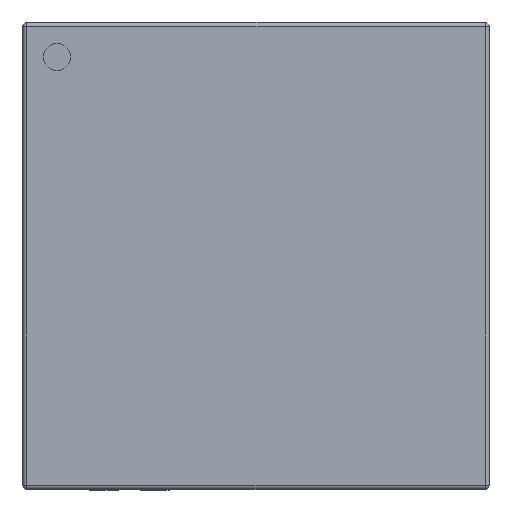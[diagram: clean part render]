
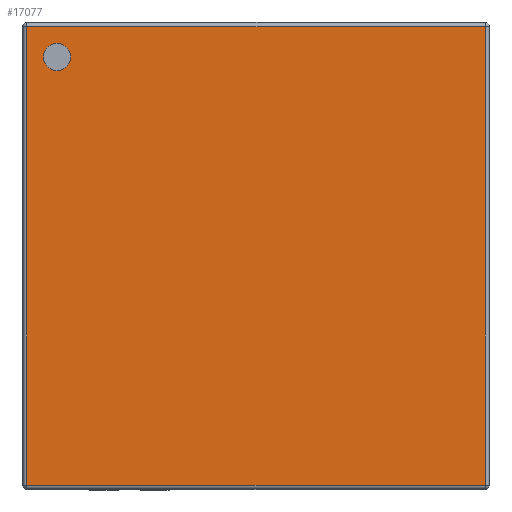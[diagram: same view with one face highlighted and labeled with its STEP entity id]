
A CAD part, top view. The second image highlights one B-rep face of the part: STEP entity #17077.
In plain terms, the highlighted planar face has unit normal (0, 0, 1).
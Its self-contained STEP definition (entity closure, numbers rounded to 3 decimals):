
#4022 = CYLINDRICAL_SURFACE('',#4023,0.05);
#4023 = AXIS2_PLACEMENT_3D('',#4024,#4025,#4026);
#4024 = CARTESIAN_POINT('',(-2.99,2.94,0.83));
#4025 = DIRECTION('',(1.,0.,0.));
#4026 = DIRECTION('',(0.,1.,0.));
#14489 = VERTEX_POINT('',#14490);
#14490 = CARTESIAN_POINT('',(-2.94,2.94,0.88));
#14512 = EDGE_CURVE('',#14489,#14513,#14515,.T.);
#14513 = VERTEX_POINT('',#14514);
#14514 = CARTESIAN_POINT('',(2.94,2.94,0.88));
#14515 = SURFACE_CURVE('',#14516,(#14520,#14527),.PCURVE_S1.);
#14516 = LINE('',#14517,#14518);
#14517 = CARTESIAN_POINT('',(-2.99,2.94,0.88));
#14518 = VECTOR('',#14519,1.);
#14519 = DIRECTION('',(1.,0.,0.));
#14520 = PCURVE('',#4022,#14521);
#14521 = DEFINITIONAL_REPRESENTATION('',(#14522),#14526);
#14522 = LINE('',#14523,#14524);
#14523 = CARTESIAN_POINT('',(1.571,0.));
#14524 = VECTOR('',#14525,1.);
#14525 = DIRECTION('',(0.,1.));
#14526 = ( GEOMETRIC_REPRESENTATION_CONTEXT(2) 
PARAMETRIC_REPRESENTATION_CONTEXT() REPRESENTATION_CONTEXT('2D SPACE',''
  ) );
#14527 = PCURVE('',#14528,#14533);
#14528 = PLANE('',#14529);
#14529 = AXIS2_PLACEMENT_3D('',#14530,#14531,#14532);
#14530 = CARTESIAN_POINT('',(-2.99,-2.99,0.88));
#14531 = DIRECTION('',(0.,0.,1.));
#14532 = DIRECTION('',(1.,0.,0.));
#14533 = DEFINITIONAL_REPRESENTATION('',(#14534),#14538);
#14534 = LINE('',#14535,#14536);
#14535 = CARTESIAN_POINT('',(0.,5.93));
#14536 = VECTOR('',#14537,1.);
#14537 = DIRECTION('',(1.,0.));
#14538 = ( GEOMETRIC_REPRESENTATION_CONTEXT(2) 
PARAMETRIC_REPRESENTATION_CONTEXT() REPRESENTATION_CONTEXT('2D SPACE',''
  ) );
#14817 = CYLINDRICAL_SURFACE('',#14818,0.05);
#14818 = AXIS2_PLACEMENT_3D('',#14819,#14820,#14821);
#14819 = CARTESIAN_POINT('',(-2.94,2.94,0.83));
#14820 = DIRECTION('',(-0.,-1.,-0.));
#14821 = DIRECTION('',(-1.,0.,0.));
#15084 = CYLINDRICAL_SURFACE('',#15085,0.05);
#15085 = AXIS2_PLACEMENT_3D('',#15086,#15087,#15088);
#15086 = CARTESIAN_POINT('',(-2.99,-2.94,0.83));
#15087 = DIRECTION('',(1.,0.,0.));
#15088 = DIRECTION('',(0.,-1.,0.));
#16371 = CYLINDRICAL_SURFACE('',#16372,0.05);
#16372 = AXIS2_PLACEMENT_3D('',#16373,#16374,#16375);
#16373 = CARTESIAN_POINT('',(2.94,-2.94,0.83));
#16374 = DIRECTION('',(0.,1.,0.));
#16375 = DIRECTION('',(0.,0.,1.));
#17077 = ADVANCED_FACE('',(#17078,#17148),#14528,.T.);
#17078 = FACE_BOUND('',#17079,.T.);
#17079 = EDGE_LOOP('',(#17080,#17105,#17126,#17127));
#17080 = ORIENTED_EDGE('',*,*,#17081,.T.);
#17081 = EDGE_CURVE('',#17082,#17084,#17086,.T.);
#17082 = VERTEX_POINT('',#17083);
#17083 = CARTESIAN_POINT('',(-2.94,-2.94,0.88));
#17084 = VERTEX_POINT('',#17085);
#17085 = CARTESIAN_POINT('',(2.94,-2.94,0.88));
#17086 = SURFACE_CURVE('',#17087,(#17091,#17098),.PCURVE_S1.);
#17087 = LINE('',#17088,#17089);
#17088 = CARTESIAN_POINT('',(-2.99,-2.94,0.88));
#17089 = VECTOR('',#17090,1.);
#17090 = DIRECTION('',(1.,0.,0.));
#17091 = PCURVE('',#14528,#17092);
#17092 = DEFINITIONAL_REPRESENTATION('',(#17093),#17097);
#17093 = LINE('',#17094,#17095);
#17094 = CARTESIAN_POINT('',(0.,0.05));
#17095 = VECTOR('',#17096,1.);
#17096 = DIRECTION('',(1.,0.));
#17097 = ( GEOMETRIC_REPRESENTATION_CONTEXT(2) 
PARAMETRIC_REPRESENTATION_CONTEXT() REPRESENTATION_CONTEXT('2D SPACE',''
  ) );
#17098 = PCURVE('',#15084,#17099);
#17099 = DEFINITIONAL_REPRESENTATION('',(#17100),#17104);
#17100 = LINE('',#17101,#17102);
#17101 = CARTESIAN_POINT('',(-1.571,0.));
#17102 = VECTOR('',#17103,1.);
#17103 = DIRECTION('',(-0.,1.));
#17104 = ( GEOMETRIC_REPRESENTATION_CONTEXT(2) 
PARAMETRIC_REPRESENTATION_CONTEXT() REPRESENTATION_CONTEXT('2D SPACE',''
  ) );
#17105 = ORIENTED_EDGE('',*,*,#17106,.T.);
#17106 = EDGE_CURVE('',#17084,#14513,#17107,.T.);
#17107 = SURFACE_CURVE('',#17108,(#17112,#17119),.PCURVE_S1.);
#17108 = LINE('',#17109,#17110);
#17109 = CARTESIAN_POINT('',(2.94,-2.94,0.88));
#17110 = VECTOR('',#17111,1.);
#17111 = DIRECTION('',(0.,1.,0.));
#17112 = PCURVE('',#14528,#17113);
#17113 = DEFINITIONAL_REPRESENTATION('',(#17114),#17118);
#17114 = LINE('',#17115,#17116);
#17115 = CARTESIAN_POINT('',(5.93,0.05));
#17116 = VECTOR('',#17117,1.);
#17117 = DIRECTION('',(0.,1.));
#17118 = ( GEOMETRIC_REPRESENTATION_CONTEXT(2) 
PARAMETRIC_REPRESENTATION_CONTEXT() REPRESENTATION_CONTEXT('2D SPACE',''
  ) );
#17119 = PCURVE('',#16371,#17120);
#17120 = DEFINITIONAL_REPRESENTATION('',(#17121),#17125);
#17121 = LINE('',#17122,#17123);
#17122 = CARTESIAN_POINT('',(0.,0.));
#17123 = VECTOR('',#17124,1.);
#17124 = DIRECTION('',(0.,1.));
#17125 = ( GEOMETRIC_REPRESENTATION_CONTEXT(2) 
PARAMETRIC_REPRESENTATION_CONTEXT() REPRESENTATION_CONTEXT('2D SPACE',''
  ) );
#17126 = ORIENTED_EDGE('',*,*,#14512,.F.);
#17127 = ORIENTED_EDGE('',*,*,#17128,.T.);
#17128 = EDGE_CURVE('',#14489,#17082,#17129,.T.);
#17129 = SURFACE_CURVE('',#17130,(#17134,#17141),.PCURVE_S1.);
#17130 = LINE('',#17131,#17132);
#17131 = CARTESIAN_POINT('',(-2.94,2.94,0.88));
#17132 = VECTOR('',#17133,1.);
#17133 = DIRECTION('',(-0.,-1.,-0.));
#17134 = PCURVE('',#14528,#17135);
#17135 = DEFINITIONAL_REPRESENTATION('',(#17136),#17140);
#17136 = LINE('',#17137,#17138);
#17137 = CARTESIAN_POINT('',(0.05,5.93));
#17138 = VECTOR('',#17139,1.);
#17139 = DIRECTION('',(-0.,-1.));
#17140 = ( GEOMETRIC_REPRESENTATION_CONTEXT(2) 
PARAMETRIC_REPRESENTATION_CONTEXT() REPRESENTATION_CONTEXT('2D SPACE',''
  ) );
#17141 = PCURVE('',#14817,#17142);
#17142 = DEFINITIONAL_REPRESENTATION('',(#17143),#17147);
#17143 = LINE('',#17144,#17145);
#17144 = CARTESIAN_POINT('',(-1.571,0.));
#17145 = VECTOR('',#17146,1.);
#17146 = DIRECTION('',(-0.,1.));
#17147 = ( GEOMETRIC_REPRESENTATION_CONTEXT(2) 
PARAMETRIC_REPRESENTATION_CONTEXT() REPRESENTATION_CONTEXT('2D SPACE',''
  ) );
#17148 = FACE_BOUND('',#17149,.T.);
#17149 = EDGE_LOOP('',(#17150));
#17150 = ORIENTED_EDGE('',*,*,#17151,.F.);
#17151 = EDGE_CURVE('',#17152,#17152,#17154,.T.);
#17152 = VERTEX_POINT('',#17153);
#17153 = CARTESIAN_POINT('',(-2.375,-2.55,0.88));
#17154 = SURFACE_CURVE('',#17155,(#17160,#17167),.PCURVE_S1.);
#17155 = CIRCLE('',#17156,0.175);
#17156 = AXIS2_PLACEMENT_3D('',#17157,#17158,#17159);
#17157 = CARTESIAN_POINT('',(-2.55,-2.55,0.88));
#17158 = DIRECTION('',(0.,0.,1.));
#17159 = DIRECTION('',(1.,0.,0.));
#17160 = PCURVE('',#14528,#17161);
#17161 = DEFINITIONAL_REPRESENTATION('',(#17162),#17166);
#17162 = CIRCLE('',#17163,0.175);
#17163 = AXIS2_PLACEMENT_2D('',#17164,#17165);
#17164 = CARTESIAN_POINT('',(0.44,0.44));
#17165 = DIRECTION('',(1.,0.));
#17166 = ( GEOMETRIC_REPRESENTATION_CONTEXT(2) 
PARAMETRIC_REPRESENTATION_CONTEXT() REPRESENTATION_CONTEXT('2D SPACE',''
  ) );
#17167 = PCURVE('',#17168,#17173);
#17168 = CYLINDRICAL_SURFACE('',#17169,0.175);
#17169 = AXIS2_PLACEMENT_3D('',#17170,#17171,#17172);
#17170 = CARTESIAN_POINT('',(-2.55,-2.55,0.88));
#17171 = DIRECTION('',(-0.,-0.,-1.));
#17172 = DIRECTION('',(1.,0.,0.));
#17173 = DEFINITIONAL_REPRESENTATION('',(#17174),#17178);
#17174 = LINE('',#17175,#17176);
#17175 = CARTESIAN_POINT('',(-0.,0.));
#17176 = VECTOR('',#17177,1.);
#17177 = DIRECTION('',(-1.,0.));
#17178 = ( GEOMETRIC_REPRESENTATION_CONTEXT(2) 
PARAMETRIC_REPRESENTATION_CONTEXT() REPRESENTATION_CONTEXT('2D SPACE',''
  ) );
